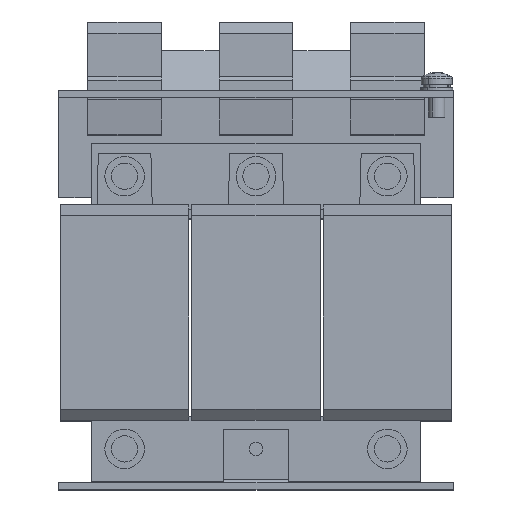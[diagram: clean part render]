
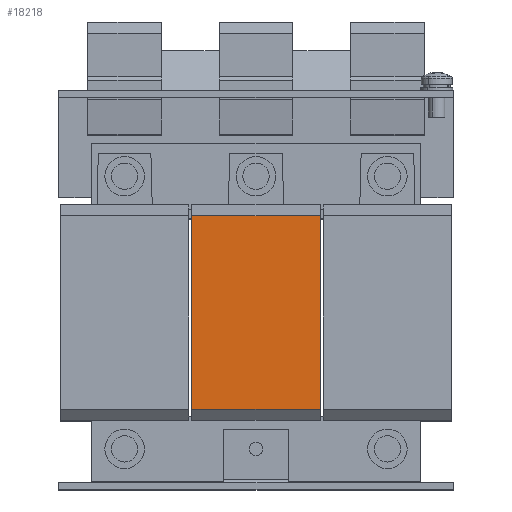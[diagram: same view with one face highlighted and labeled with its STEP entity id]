
A CAD part, top view. The second image highlights one B-rep face of the part: STEP entity #18218.
In plain terms, the highlighted planar face has unit normal (0, 0, 1).
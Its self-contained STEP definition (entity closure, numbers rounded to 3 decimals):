
#1074 = DIRECTION ( 'NONE',  ( 0., 1., 0. ) ) ;
#1149 = CARTESIAN_POINT ( 'NONE',  ( -19.5, 29.5, 27.85 ) ) ;
#1478 = EDGE_CURVE ( 'NONE', #16986, #6041, #15750, .T. ) ;
#1713 = EDGE_CURVE ( 'NONE', #20708, #12749, #15727, .T. ) ;
#2366 = CARTESIAN_POINT ( 'NONE',  ( -19.5, -29.5, 27.85 ) ) ;
#2657 = ORIENTED_EDGE ( 'NONE', *, *, #1713, .F. ) ;
#3588 = VECTOR ( 'NONE', #5944, 1000. ) ;
#4245 = LINE ( 'NONE', #14808, #10787 ) ;
#4584 = LINE ( 'NONE', #1149, #22066 ) ;
#5766 = CARTESIAN_POINT ( 'NONE',  ( -19.5, 29.5, 27.85 ) ) ;
#5776 = DIRECTION ( 'NONE',  ( 0., 1., 0. ) ) ;
#5944 = DIRECTION ( 'NONE',  ( 1., 0., 0. ) ) ;
#6041 = VERTEX_POINT ( 'NONE', #21947 ) ;
#6679 = DIRECTION ( 'NONE',  ( 0., 0., -1. ) ) ;
#7073 = AXIS2_PLACEMENT_3D ( 'NONE', #17239, #6679, #22642 ) ;
#8579 = PLANE ( 'NONE',  #7073 ) ;
#9112 = DIRECTION ( 'NONE',  ( 1., 0., 0. ) ) ;
#10787 = VECTOR ( 'NONE', #5776, 1000. ) ;
#10888 = ORIENTED_EDGE ( 'NONE', *, *, #1478, .T. ) ;
#11562 = CARTESIAN_POINT ( 'NONE',  ( 19.5, 29.5, 27.85 ) ) ;
#11612 = EDGE_CURVE ( 'NONE', #16986, #20708, #4584, .T. ) ;
#12601 = EDGE_CURVE ( 'NONE', #6041, #12749, #4245, .T. ) ;
#12749 = VERTEX_POINT ( 'NONE', #11562 ) ;
#13918 = ORIENTED_EDGE ( 'NONE', *, *, #12601, .T. ) ;
#14808 = CARTESIAN_POINT ( 'NONE',  ( 19.5, 29.5, 27.85 ) ) ;
#15727 = LINE ( 'NONE', #21782, #18506 ) ;
#15750 = LINE ( 'NONE', #18530, #3588 ) ;
#16019 = EDGE_LOOP ( 'NONE', ( #13918, #2657, #16131, #10888 ) ) ;
#16131 = ORIENTED_EDGE ( 'NONE', *, *, #11612, .F. ) ;
#16986 = VERTEX_POINT ( 'NONE', #2366 ) ;
#17239 = CARTESIAN_POINT ( 'NONE',  ( -19.5, 29.5, 27.85 ) ) ;
#18218 = ADVANCED_FACE ( 'NONE', ( #18909 ), #8579, .F. ) ;
#18506 = VECTOR ( 'NONE', #9112, 1000. ) ;
#18530 = CARTESIAN_POINT ( 'NONE',  ( -19.5, -29.5, 27.85 ) ) ;
#18909 = FACE_OUTER_BOUND ( 'NONE', #16019, .T. ) ;
#20708 = VERTEX_POINT ( 'NONE', #5766 ) ;
#21782 = CARTESIAN_POINT ( 'NONE',  ( -19.5, 29.5, 27.85 ) ) ;
#21947 = CARTESIAN_POINT ( 'NONE',  ( 19.5, -29.5, 27.85 ) ) ;
#22066 = VECTOR ( 'NONE', #1074, 1000. ) ;
#22642 = DIRECTION ( 'NONE',  ( -1., 0., 0. ) ) ;
